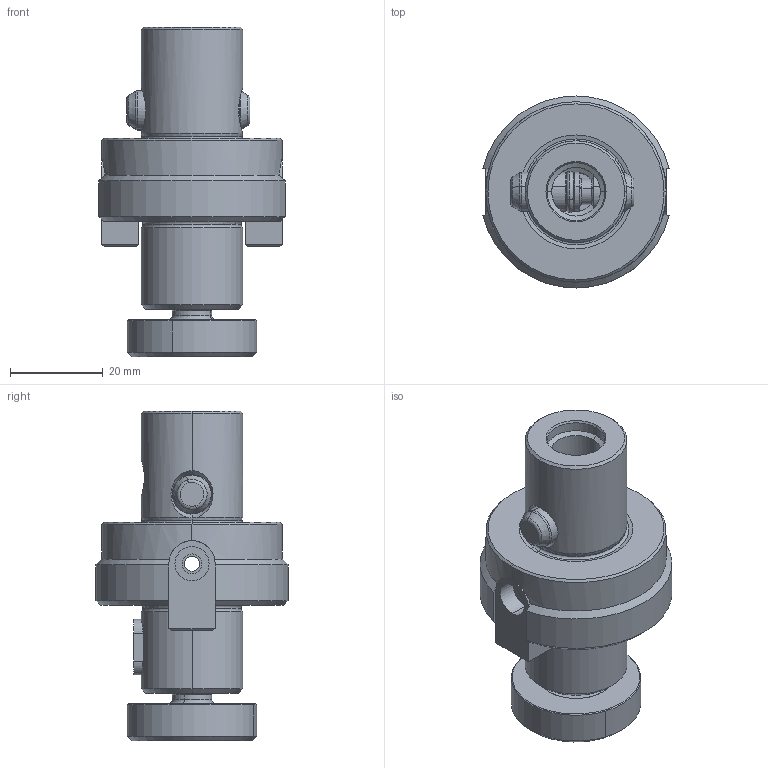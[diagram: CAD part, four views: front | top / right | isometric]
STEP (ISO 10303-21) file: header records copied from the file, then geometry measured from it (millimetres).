
FILE_DESCRIPTION(('no description'),'unknown implementation level');
FILE_NAME('35B4C2CC-08AB-4E8C-A5EA-399C251DAA64_export.stp',' ',('CIMSOURCE GmbH'),('CADClick - KiM GmbH - www.kimweb.de'),'unknown preprocess','ACIS','unknown authorization');
FILE_SCHEMA(('automotive_design'));
Length unit declared in the file: millimetre
Products named in the file (8): 335.421 Kaiser CKS4 X F22|335.421 Kaiser CKS4 X F22_Standard;NONE; 335.421 Kaiser CKS4 X F22|691.601 Kaiser ETL FK 6 X 6_Standard;NONE; 335.421 Kaiser CKS4 X F22|691.606 Kaiser ETL MST 22 (Paar)_Standard;NONE; 335.421 Kaiser CKS4 X F22|690.704 Kaiser ETL FR22_M10_Standard-1;NONE; 335.421 Kaiser CKS4 X F22|690.704 Kaiser ETL FR22_M10_Standard;NONE; 335.421 Kaiser CKS4 X F22|691.504 Kaiser ETL D8,5 X 27K_Standard|691.524_Standard;NONE; 335.421 Kaiser CKS4 X F22|691.504 Kaiser ETL D8,5 X 27K_Standard|692.286 O-Ring 6x1.5_Standard;NONE
Bounding box: 40.28 x 41.5 x 71.27 mm (x, y, z)
Volume: 41070.3 mm3; surface area: 16902.6 mm2
Topology: 8 solids, 8 shells, 213 faces, 488 edges, 287 vertices
Faces by surface type: cylinder 76, plane 61, cone 46, torus 30
Entity records: 12513 total; most frequent: CARTESIAN_POINT 1903, DIRECTION 1082, STYLED_ITEM 994, PRESENTATION_STYLE_ASSIGNMENT 994, COLOUR_RGB 994, ORIENTED_EDGE 972, EDGE_CURVE 486, CURVE_STYLE 486
